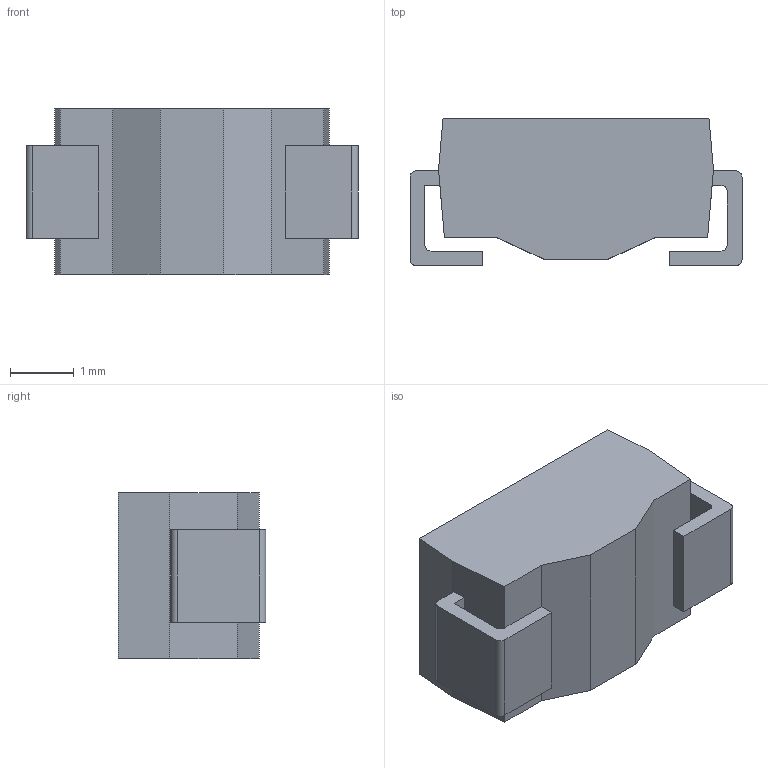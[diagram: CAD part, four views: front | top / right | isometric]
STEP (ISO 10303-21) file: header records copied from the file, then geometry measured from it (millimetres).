
FILE_DESCRIPTION((''),'2;1');
FILE_NAME('CD214A-TRANSIENT_VOLTAGE_SERIES','2012-07-19T',('ryans'),('Bourns, Inc.'),'PRO/ENGINEER BY PARAMETRIC TECHNOLOGY CORPORATION, 2010100','PRO/ENGINEER BY PARAMETRIC TECHNOLOGY CORPORATION, 2010100','');
FILE_SCHEMA(('CONFIG_CONTROL_DESIGN'));
Length unit declared in the file: millimetre
Products named in the file (1): CD214A-TRANSIENT_VOLTAGE_SERIES
Bounding box: 5.21 x 2.31 x 2.6 mm (x, y, z)
Volume: 23.9 mm3; surface area: 66.1 mm2
Topology: 1 solids, 1 shells, 37 faces, 99 edges, 66 vertices
Faces by surface type: plane 30, cylinder 7
Entity records: 1185 total; most frequent: CARTESIAN_POINT 202, ORIENTED_EDGE 198, DIRECTION 187, EDGE_CURVE 99, VECTOR 85, LINE 85, VERTEX_POINT 66, AXIS2_PLACEMENT_3D 51
